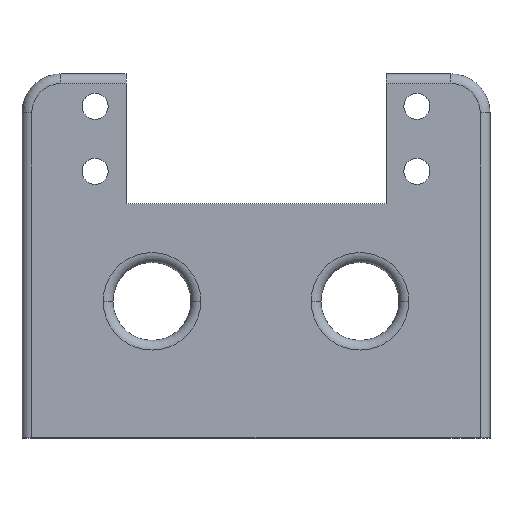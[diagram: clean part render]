
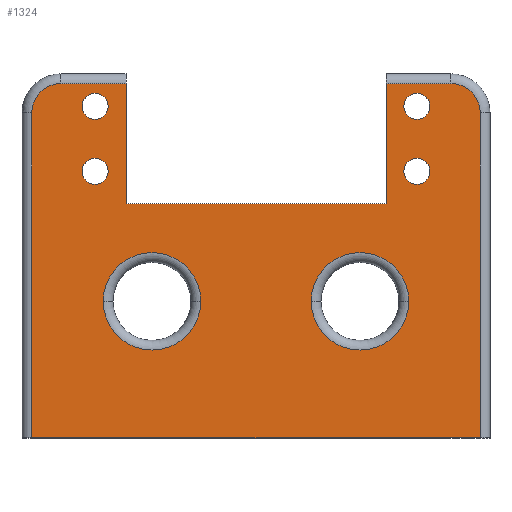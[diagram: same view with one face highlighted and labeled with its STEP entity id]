
A CAD part, top view. The second image highlights one B-rep face of the part: STEP entity #1324.
In plain terms, the highlighted planar face has unit normal (0, 0, 1).
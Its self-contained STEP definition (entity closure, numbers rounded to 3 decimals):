
#125=CARTESIAN_POINT('',(24.75,5.,8.));
#126=DIRECTION('',(0.,0.,1.));
#127=DIRECTION('',(1.,0.,0.));
#128=AXIS2_PLACEMENT_3D('',#125,#126,#127);
#130=CARTESIAN_POINT('',(24.75,5.,8.));
#131=DIRECTION('',(0.,0.,1.));
#132=DIRECTION('',(-1.,0.,0.));
#133=AXIS2_PLACEMENT_3D('',#130,#131,#132);
#135=CARTESIAN_POINT('',(24.75,15.,8.));
#136=DIRECTION('',(0.,0.,1.));
#137=DIRECTION('',(1.,0.,0.));
#138=AXIS2_PLACEMENT_3D('',#135,#136,#137);
#140=CARTESIAN_POINT('',(24.75,15.,8.));
#141=DIRECTION('',(0.,0.,1.));
#142=DIRECTION('',(-1.,0.,0.));
#143=AXIS2_PLACEMENT_3D('',#140,#141,#142);
#145=CARTESIAN_POINT('',(-24.75,5.,8.));
#146=DIRECTION('',(0.,0.,1.));
#147=DIRECTION('',(1.,0.,0.));
#148=AXIS2_PLACEMENT_3D('',#145,#146,#147);
#150=CARTESIAN_POINT('',(-24.75,5.,8.));
#151=DIRECTION('',(0.,0.,1.));
#152=DIRECTION('',(-1.,0.,0.));
#153=AXIS2_PLACEMENT_3D('',#150,#151,#152);
#155=CARTESIAN_POINT('',(-24.75,15.,8.));
#156=DIRECTION('',(0.,0.,1.));
#157=DIRECTION('',(1.,0.,0.));
#158=AXIS2_PLACEMENT_3D('',#155,#156,#157);
#160=CARTESIAN_POINT('',(-24.75,15.,8.));
#161=DIRECTION('',(0.,0.,1.));
#162=DIRECTION('',(-1.,0.,0.));
#163=AXIS2_PLACEMENT_3D('',#160,#161,#162);
#165=DIRECTION('',(0.,-1.,0.));
#166=VECTOR('',#165,50.);
#167=CARTESIAN_POINT('',(-34.5,14.,8.));
#168=LINE('',#167,#166);
#169=CARTESIAN_POINT('',(-30.,14.,8.));
#170=DIRECTION('',(0.,0.,1.));
#171=DIRECTION('',(0.,1.,0.));
#172=AXIS2_PLACEMENT_3D('',#169,#170,#171);
#174=DIRECTION('',(-1.,0.,0.));
#175=VECTOR('',#174,10.);
#176=CARTESIAN_POINT('',(-20.,18.5,8.));
#177=LINE('',#176,#175);
#178=DIRECTION('',(0.,1.,0.));
#179=VECTOR('',#178,18.5);
#180=CARTESIAN_POINT('',(-20.,0.,8.));
#181=LINE('',#180,#179);
#182=DIRECTION('',(-1.,0.,0.));
#183=VECTOR('',#182,40.);
#184=CARTESIAN_POINT('',(20.,0.,8.));
#185=LINE('',#184,#183);
#186=DIRECTION('',(0.,-1.,0.));
#187=VECTOR('',#186,18.5);
#188=CARTESIAN_POINT('',(20.,18.5,8.));
#189=LINE('',#188,#187);
#190=DIRECTION('',(-1.,0.,0.));
#191=VECTOR('',#190,10.);
#192=CARTESIAN_POINT('',(30.,18.5,8.));
#193=LINE('',#192,#191);
#194=CARTESIAN_POINT('',(30.,14.,8.));
#195=DIRECTION('',(0.,0.,1.));
#196=DIRECTION('',(1.,0.,0.));
#197=AXIS2_PLACEMENT_3D('',#194,#195,#196);
#199=DIRECTION('',(0.,1.,0.));
#200=VECTOR('',#199,50.);
#201=CARTESIAN_POINT('',(34.5,-36.,8.));
#202=LINE('',#201,#200);
#203=DIRECTION('',(1.,0.,0.));
#204=VECTOR('',#203,69.);
#205=CARTESIAN_POINT('',(-34.5,-36.,8.));
#206=LINE('',#205,#204);
#207=CARTESIAN_POINT('',(-16.,-15.,8.));
#208=DIRECTION('',(0.,0.,-1.));
#209=DIRECTION('',(-1.,0.,0.));
#210=AXIS2_PLACEMENT_3D('',#207,#208,#209);
#212=CARTESIAN_POINT('',(-16.,-15.,8.));
#213=DIRECTION('',(0.,0.,-1.));
#214=DIRECTION('',(1.,0.,0.));
#215=AXIS2_PLACEMENT_3D('',#212,#213,#214);
#217=CARTESIAN_POINT('',(16.,-15.,8.));
#218=DIRECTION('',(0.,0.,-1.));
#219=DIRECTION('',(-1.,0.,0.));
#220=AXIS2_PLACEMENT_3D('',#217,#218,#219);
#222=CARTESIAN_POINT('',(16.,-15.,8.));
#223=DIRECTION('',(0.,0.,-1.));
#224=DIRECTION('',(1.,0.,0.));
#225=AXIS2_PLACEMENT_3D('',#222,#223,#224);
#923=CARTESIAN_POINT('',(20.,0.,8.));
#924=CARTESIAN_POINT('',(-20.,0.,8.));
#925=VERTEX_POINT('',#923);
#926=VERTEX_POINT('',#924);
#991=CARTESIAN_POINT('',(26.75,5.,8.));
#992=CARTESIAN_POINT('',(22.75,5.,8.));
#993=VERTEX_POINT('',#991);
#994=VERTEX_POINT('',#992);
#995=CARTESIAN_POINT('',(26.75,15.,8.));
#996=CARTESIAN_POINT('',(22.75,15.,8.));
#997=VERTEX_POINT('',#995);
#998=VERTEX_POINT('',#996);
#999=CARTESIAN_POINT('',(-22.75,5.,8.));
#1000=CARTESIAN_POINT('',(-26.75,5.,8.));
#1001=VERTEX_POINT('',#999);
#1002=VERTEX_POINT('',#1000);
#1003=CARTESIAN_POINT('',(-22.75,15.,8.));
#1004=CARTESIAN_POINT('',(-26.75,15.,8.));
#1005=VERTEX_POINT('',#1003);
#1006=VERTEX_POINT('',#1004);
#1029=CARTESIAN_POINT('',(-34.5,-36.,8.));
#1030=VERTEX_POINT('',#1029);
#1033=CARTESIAN_POINT('',(-34.5,14.,8.));
#1034=VERTEX_POINT('',#1033);
#1047=CARTESIAN_POINT('',(-20.,18.5,8.));
#1048=CARTESIAN_POINT('',(-30.,18.5,8.));
#1049=VERTEX_POINT('',#1047);
#1050=VERTEX_POINT('',#1048);
#1055=CARTESIAN_POINT('',(34.5,-36.,8.));
#1056=VERTEX_POINT('',#1055);
#1081=CARTESIAN_POINT('',(20.,18.5,8.));
#1083=VERTEX_POINT('',#1081);
#1087=CARTESIAN_POINT('',(30.,18.5,8.));
#1088=VERTEX_POINT('',#1087);
#1089=CARTESIAN_POINT('',(34.5,14.,8.));
#1090=VERTEX_POINT('',#1089);
#1149=CARTESIAN_POINT('',(-23.5,-15.,8.));
#1150=CARTESIAN_POINT('',(-8.5,-15.,8.));
#1151=VERTEX_POINT('',#1149);
#1152=VERTEX_POINT('',#1150);
#1157=CARTESIAN_POINT('',(8.5,-15.,8.));
#1158=CARTESIAN_POINT('',(23.5,-15.,8.));
#1159=VERTEX_POINT('',#1157);
#1160=VERTEX_POINT('',#1158);
#1263=CARTESIAN_POINT('',(0.,0.,8.));
#1264=DIRECTION('',(0.,0.,1.));
#1265=DIRECTION('',(1.,0.,0.));
#1266=AXIS2_PLACEMENT_3D('',#1263,#1264,#1265);
#1267=PLANE('',#1266);
#1269=ORIENTED_EDGE('',*,*,#1268,.F.);
#1271=ORIENTED_EDGE('',*,*,#1270,.F.);
#1273=ORIENTED_EDGE('',*,*,#1272,.F.);
#1275=ORIENTED_EDGE('',*,*,#1274,.F.);
#1277=ORIENTED_EDGE('',*,*,#1276,.F.);
#1279=ORIENTED_EDGE('',*,*,#1278,.F.);
#1281=ORIENTED_EDGE('',*,*,#1280,.F.);
#1283=ORIENTED_EDGE('',*,*,#1282,.F.);
#1285=ORIENTED_EDGE('',*,*,#1284,.F.);
#1287=ORIENTED_EDGE('',*,*,#1286,.F.);
#1288=EDGE_LOOP('',(#1269,#1271,#1273,#1275,#1277,#1279,#1281,#1283,#1285,
#1287));
#1289=FACE_OUTER_BOUND('',#1288,.F.);
#1291=ORIENTED_EDGE('',*,*,#1290,.T.);
#1293=ORIENTED_EDGE('',*,*,#1292,.T.);
#1294=EDGE_LOOP('',(#1291,#1293));
#1295=FACE_BOUND('',#1294,.F.);
#1297=ORIENTED_EDGE('',*,*,#1296,.T.);
#1299=ORIENTED_EDGE('',*,*,#1298,.T.);
#1300=EDGE_LOOP('',(#1297,#1299));
#1301=FACE_BOUND('',#1300,.F.);
#1303=ORIENTED_EDGE('',*,*,#1302,.T.);
#1305=ORIENTED_EDGE('',*,*,#1304,.T.);
#1306=EDGE_LOOP('',(#1303,#1305));
#1307=FACE_BOUND('',#1306,.F.);
#1308=ORIENTED_EDGE('',*,*,#1243,.T.);
#1309=ORIENTED_EDGE('',*,*,#1257,.T.);
#1310=EDGE_LOOP('',(#1308,#1309));
#1311=FACE_BOUND('',#1310,.F.);
#1313=ORIENTED_EDGE('',*,*,#1312,.F.);
#1315=ORIENTED_EDGE('',*,*,#1314,.F.);
#1316=EDGE_LOOP('',(#1313,#1315));
#1317=FACE_BOUND('',#1316,.F.);
#1319=ORIENTED_EDGE('',*,*,#1318,.F.);
#1321=ORIENTED_EDGE('',*,*,#1320,.F.);
#1322=EDGE_LOOP('',(#1319,#1321));
#1323=FACE_BOUND('',#1322,.F.);
#1324=ADVANCED_FACE('',(#1289,#1295,#1301,#1307,#1311,#1317,#1323),#1267,.T.);
#129=CIRCLE('',#128,2.);
#134=CIRCLE('',#133,2.);
#139=CIRCLE('',#138,2.);
#144=CIRCLE('',#143,2.);
#149=CIRCLE('',#148,2.);
#154=CIRCLE('',#153,2.);
#159=CIRCLE('',#158,2.);
#164=CIRCLE('',#163,2.);
#173=CIRCLE('',#172,4.5);
#198=CIRCLE('',#197,4.5);
#211=CIRCLE('',#210,7.5);
#216=CIRCLE('',#215,7.5);
#221=CIRCLE('',#220,7.5);
#226=CIRCLE('',#225,7.5);
#1243=EDGE_CURVE('',#993,#994,#129,.T.);
#1257=EDGE_CURVE('',#994,#993,#134,.T.);
#1268=EDGE_CURVE('',#1034,#1030,#168,.T.);
#1270=EDGE_CURVE('',#1050,#1034,#173,.T.);
#1272=EDGE_CURVE('',#1049,#1050,#177,.T.);
#1274=EDGE_CURVE('',#926,#1049,#181,.T.);
#1276=EDGE_CURVE('',#925,#926,#185,.T.);
#1278=EDGE_CURVE('',#1083,#925,#189,.T.);
#1280=EDGE_CURVE('',#1088,#1083,#193,.T.);
#1282=EDGE_CURVE('',#1090,#1088,#198,.T.);
#1284=EDGE_CURVE('',#1056,#1090,#202,.T.);
#1286=EDGE_CURVE('',#1030,#1056,#206,.T.);
#1290=EDGE_CURVE('',#997,#998,#139,.T.);
#1292=EDGE_CURVE('',#998,#997,#144,.T.);
#1296=EDGE_CURVE('',#1001,#1002,#149,.T.);
#1298=EDGE_CURVE('',#1002,#1001,#154,.T.);
#1302=EDGE_CURVE('',#1005,#1006,#159,.T.);
#1304=EDGE_CURVE('',#1006,#1005,#164,.T.);
#1312=EDGE_CURVE('',#1151,#1152,#211,.T.);
#1314=EDGE_CURVE('',#1152,#1151,#216,.T.);
#1318=EDGE_CURVE('',#1159,#1160,#221,.T.);
#1320=EDGE_CURVE('',#1160,#1159,#226,.T.);
